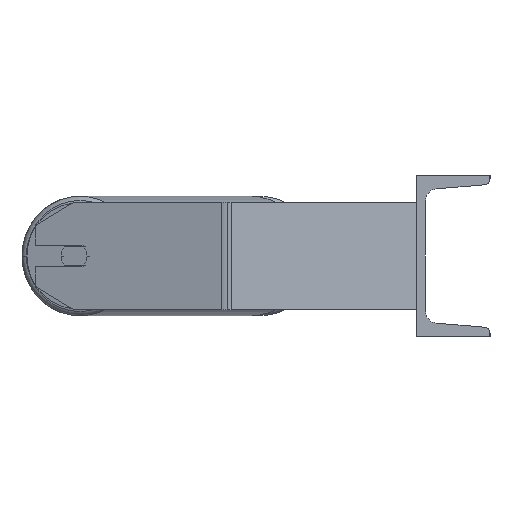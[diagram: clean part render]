
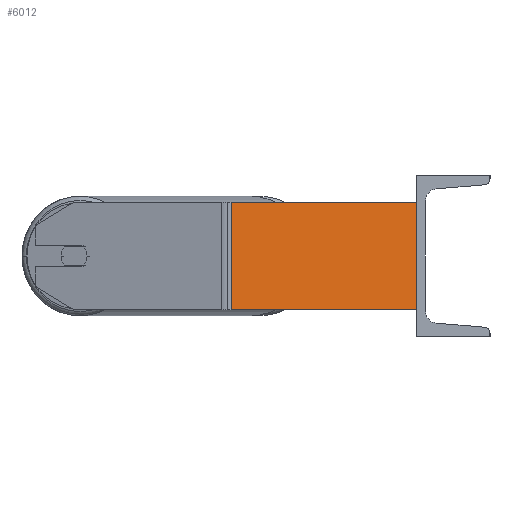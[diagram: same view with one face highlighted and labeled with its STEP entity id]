
A CAD part, left-side view. The second image highlights one B-rep face of the part: STEP entity #6012.
In plain terms, the highlighted planar face has unit normal (-0.985, -0.174, 0).
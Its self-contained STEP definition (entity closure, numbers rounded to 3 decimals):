
#297 = CARTESIAN_POINT ( 'NONE',  ( -809.28, 137.696, 40. ) ) ;
#317 = VECTOR ( 'NONE', #1448, 1000. ) ;
#510 = EDGE_LOOP ( 'NONE', ( #7978, #8785, #2755, #4592 ) ) ;
#599 = VECTOR ( 'NONE', #1518, 1000. ) ;
#926 = EDGE_CURVE ( 'NONE', #5974, #6157, #4834, .T. ) ;
#954 = EDGE_CURVE ( 'NONE', #2261, #5974, #7226, .T. ) ;
#1440 = DIRECTION ( 'NONE',  ( -0.174, 0.985, 0. ) ) ;
#1448 = DIRECTION ( 'NONE',  ( 0., 0., -1. ) ) ;
#1518 = DIRECTION ( 'NONE',  ( 0., 0., -1. ) ) ;
#1849 = DIRECTION ( 'NONE',  ( 0.174, -0.985, 0. ) ) ;
#2083 = DIRECTION ( 'NONE',  ( 0.174, -0.985, 0. ) ) ;
#2112 = DIRECTION ( 'NONE',  ( 0.985, 0.174, 0. ) ) ;
#2120 = CARTESIAN_POINT ( 'NONE',  ( -785., 0., 40. ) ) ;
#2133 = EDGE_CURVE ( 'NONE', #2261, #5996, #4412, .T. ) ;
#2261 = VERTEX_POINT ( 'NONE', #297 ) ;
#2637 = CARTESIAN_POINT ( 'NONE',  ( -809.896, 141.19, -40. ) ) ;
#2755 = ORIENTED_EDGE ( 'NONE', *, *, #954, .F. ) ;
#3267 = VECTOR ( 'NONE', #1849, 1000. ) ;
#4412 = LINE ( 'NONE', #7823, #599 ) ;
#4592 = ORIENTED_EDGE ( 'NONE', *, *, #2133, .T. ) ;
#4834 = LINE ( 'NONE', #2120, #317 ) ;
#4972 = FACE_OUTER_BOUND ( 'NONE', #510, .T. ) ;
#5208 = AXIS2_PLACEMENT_3D ( 'NONE', #7743, #2112, #1440 ) ;
#5591 = EDGE_CURVE ( 'NONE', #5996, #6157, #7762, .T. ) ;
#5605 = PLANE ( 'NONE',  #5208 ) ;
#5974 = VERTEX_POINT ( 'NONE', #6961 ) ;
#5996 = VERTEX_POINT ( 'NONE', #6400 ) ;
#6012 = ADVANCED_FACE ( 'NONE', ( #4972 ), #5605, .F. ) ;
#6078 = VECTOR ( 'NONE', #2083, 1000. ) ;
#6157 = VERTEX_POINT ( 'NONE', #8560 ) ;
#6400 = CARTESIAN_POINT ( 'NONE',  ( -809.28, 137.696, -40. ) ) ;
#6961 = CARTESIAN_POINT ( 'NONE',  ( -785., 0., 40. ) ) ;
#7226 = LINE ( 'NONE', #8246, #3267 ) ;
#7743 = CARTESIAN_POINT ( 'NONE',  ( -809.896, 141.19, 40. ) ) ;
#7762 = LINE ( 'NONE', #2637, #6078 ) ;
#7823 = CARTESIAN_POINT ( 'NONE',  ( -809.28, 137.696, 40. ) ) ;
#7978 = ORIENTED_EDGE ( 'NONE', *, *, #5591, .T. ) ;
#8246 = CARTESIAN_POINT ( 'NONE',  ( -809.896, 141.19, 40. ) ) ;
#8560 = CARTESIAN_POINT ( 'NONE',  ( -785., 0., -40. ) ) ;
#8785 = ORIENTED_EDGE ( 'NONE', *, *, #926, .F. ) ;
